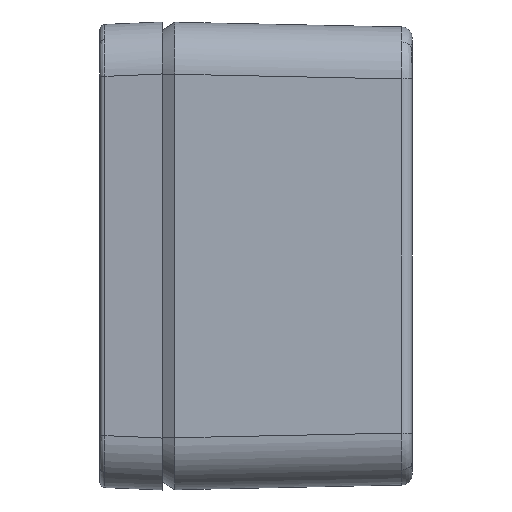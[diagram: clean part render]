
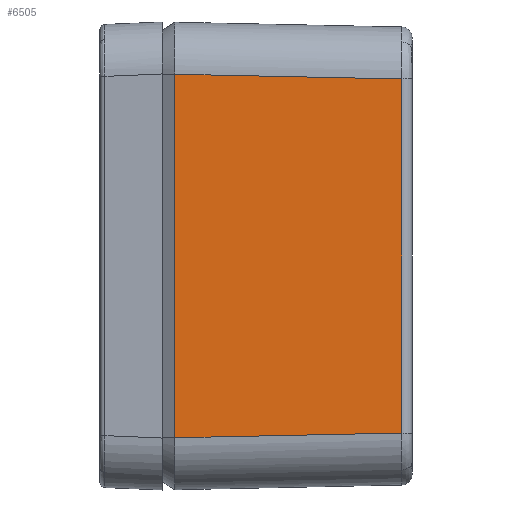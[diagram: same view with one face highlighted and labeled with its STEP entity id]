
A CAD part, left-side view. The second image highlights one B-rep face of the part: STEP entity #6505.
In plain terms, the highlighted planar face has unit normal (-1, -0.021, 0).
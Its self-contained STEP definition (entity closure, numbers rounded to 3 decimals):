
#4674 = CARTESIAN_POINT ( 'NONE',  ( -24.975, -1.2, -17.476 ) ) ;
#4720 = DIRECTION ( 'NONE',  ( 0., 0., -1. ) ) ;
#4721 = VECTOR ( 'NONE', #4720, 1000. ) ;
#4722 = CARTESIAN_POINT ( 'NONE',  ( -24.975, -1.2, -22.5 ) ) ;
#4723 = LINE ( 'NONE', #4722, #4721 ) ;
#4730 = CARTESIAN_POINT ( 'NONE',  ( -24.975, -1.2, 17.476 ) ) ;
#4732 = CARTESIAN_POINT ( 'NONE',  ( -24.521, -23.021, -17.022 ) ) ;
#4734 = DIRECTION ( 'NONE',  ( 0., 0., 1. ) ) ;
#4735 = VECTOR ( 'NONE', #4734, 1000. ) ;
#4736 = CARTESIAN_POINT ( 'NONE',  ( -24.521, -23.021, 17.001 ) ) ;
#4738 = LINE ( 'NONE', #4736, #4735 ) ;
#4739 = DIRECTION ( 'NONE',  ( 0.021, -1., 0.021 ) ) ;
#4740 = VECTOR ( 'NONE', #4739, 1000. ) ;
#4741 = CARTESIAN_POINT ( 'NONE',  ( -25.002, 0.104, -17.503 ) ) ;
#4742 = LINE ( 'NONE', #4741, #4740 ) ;
#4754 = DIRECTION ( 'NONE',  ( 0.021, -1., 0. ) ) ;
#4755 = DIRECTION ( 'NONE',  ( -1., -0.021, 0. ) ) ;
#4756 = CARTESIAN_POINT ( 'NONE',  ( -25., 0., -22.5 ) ) ;
#4758 = AXIS2_PLACEMENT_3D ( 'NONE', #4756, #4755, #4754 ) ;
#4759 = PLANE ( 'NONE',  #4758 ) ;
#4760 = FACE_OUTER_BOUND ( 'NONE', #6504, .T. ) ;
#4761 = DIRECTION ( 'NONE',  ( -0.021, 1., 0.021 ) ) ;
#4762 = VECTOR ( 'NONE', #4761, 1000. ) ;
#4763 = CARTESIAN_POINT ( 'NONE',  ( -24.983, -0.832, 17.484 ) ) ;
#4764 = LINE ( 'NONE', #4763, #4762 ) ;
#6459 = VERTEX_POINT ( 'NONE', #4674 ) ;
#6483 = EDGE_CURVE ( 'NONE', #6459, #6489, #4742, .T. ) ;
#6484 = EDGE_CURVE ( 'NONE', #6489, #24578, #4738, .T. ) ;
#6488 = ORIENTED_EDGE ( 'NONE', *, *, #6484, .T. ) ;
#6489 = VERTEX_POINT ( 'NONE', #4732 ) ;
#6490 = ORIENTED_EDGE ( 'NONE', *, *, #6483, .T. ) ;
#6493 = ORIENTED_EDGE ( 'NONE', *, *, #6495, .T. ) ;
#6494 = VERTEX_POINT ( 'NONE', #4730 ) ;
#6495 = EDGE_CURVE ( 'NONE', #6494, #6459, #4723, .T. ) ;
#6501 = EDGE_CURVE ( 'NONE', #24578, #6494, #4764, .T. ) ;
#6503 = ORIENTED_EDGE ( 'NONE', *, *, #6501, .T. ) ;
#6504 = EDGE_LOOP ( 'NONE', ( #6503, #6493, #6490, #6488 ) ) ;
#6505 = ADVANCED_FACE ( 'NONE', ( #4760 ), #4759, .T. ) ;
#14622 = CARTESIAN_POINT ( 'NONE',  ( -24.521, -23.021, 17.022 ) ) ;
#24578 = VERTEX_POINT ( 'NONE', #14622 ) ;
